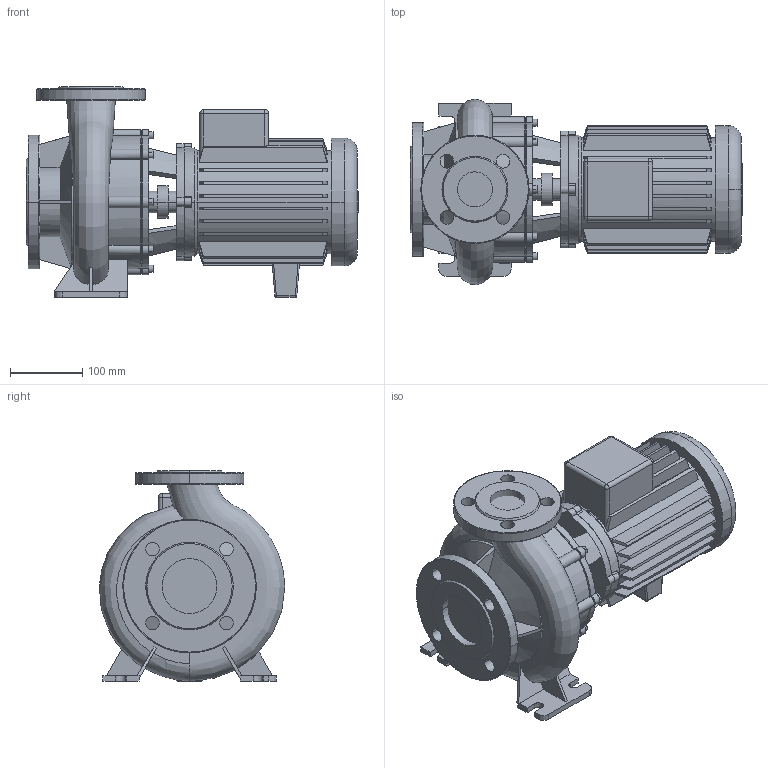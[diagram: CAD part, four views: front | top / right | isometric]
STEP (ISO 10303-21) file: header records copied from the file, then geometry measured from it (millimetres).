
FILE_DESCRIPTION((''),'2;1');
FILE_NAME('3d_BM40_155-3_2-2096550.stp','2011-01-26T14:44:22',(''),(''),'Mechanical Desktop 2008','Mechanical Desktop 2008',', , ');
FILE_SCHEMA(('CONFIG_CONTROL_DESIGN'));
Length unit declared in the file: millimetre
Products named in the file (1): Product
Bounding box: 460 x 256.76 x 292 mm (x, y, z)
Volume: 10744678.8 mm3; surface area: 803885.6 mm2
Topology: 11 solids, 11 shells, 629 faces, 1616 edges, 1037 vertices
Faces by surface type: plane 286, bspline 165, cylinder 124, cone 44, sphere 8, torus 2
Entity records: 26852 total; most frequent: CARTESIAN_POINT 12269, ORIENTED_EDGE 3216, DIRECTION 2742, EDGE_CURVE 1608, VERTEX_POINT 1037, AXIS2_PLACEMENT_3D 933, VECTOR 876, LINE 876
